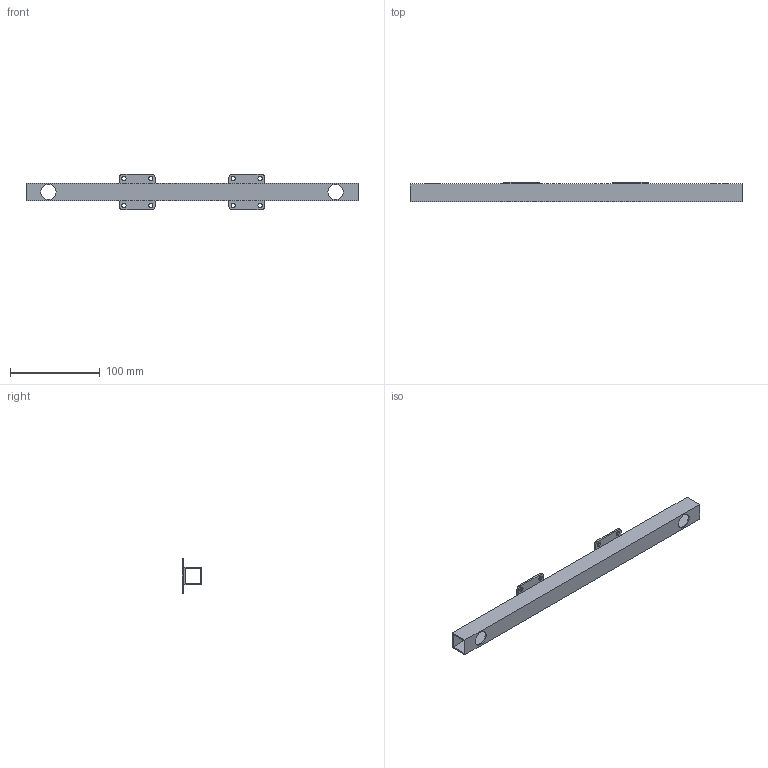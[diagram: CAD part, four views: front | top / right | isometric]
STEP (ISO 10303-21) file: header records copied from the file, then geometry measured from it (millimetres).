
FILE_DESCRIPTION (( 'STEP AP203' ), '1' );
FILE_NAME ('Assemblage1.STEP', '2021-09-14T08:39:22', ( '' ), ( '' ), 'SwSTEP 2.0', 'SolidWorks 2019', '' );
FILE_SCHEMA (( 'CONFIG_CONTROL_DESIGN' ));
Length unit declared in the file: millimetre
Products named in the file (3): Traverse; Assemblage1; Platine
Assembly tree (3 placements, depth 2):
  Assemblage1
    Traverse
    Platine  x2
Bounding box: 370 x 22 x 40 mm (x, y, z)
Volume: 45739 mm3; surface area: 60381.4 mm2
Topology: 3 solids, 3 shells, 58 faces, 152 edges, 96 vertices
Faces by surface type: cylinder 32, plane 26
Entity records: 1593 total; most frequent: DIRECTION 236, CARTESIAN_POINT 214, ORIENTED_EDGE 208, EDGE_CURVE 104, AXIS2_PLACEMENT_3D 86, VECTOR 64, LINE 64, VERTEX_POINT 64
